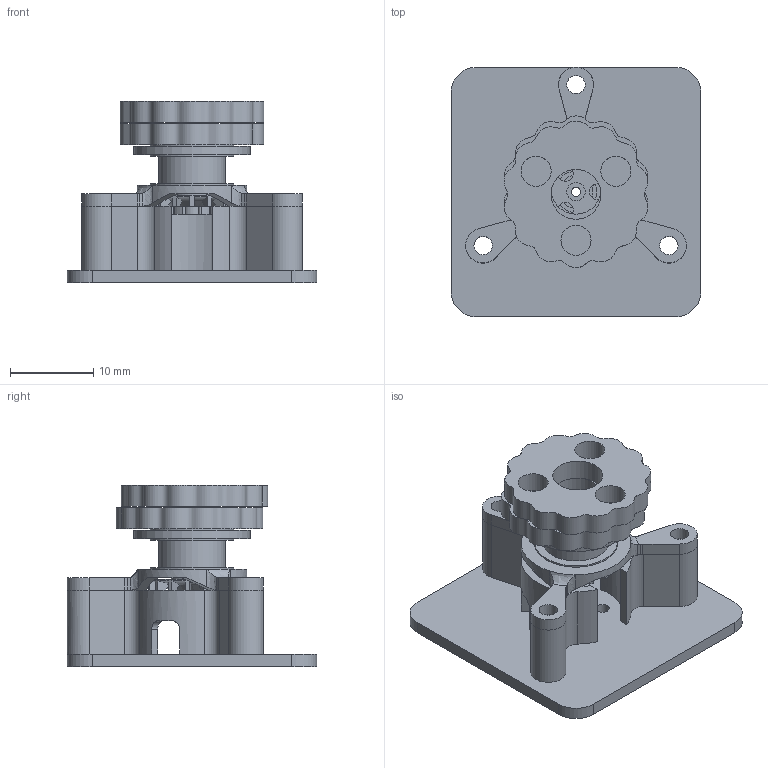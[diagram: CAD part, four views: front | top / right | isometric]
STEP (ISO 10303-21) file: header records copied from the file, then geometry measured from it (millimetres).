
FILE_DESCRIPTION(/* description */ ('STEP AP242','CAx-IF Rec.Pracs.---Representation and Presentation of Product Manufacturing Information (PMI)---4.0---2014-10-13','CAx-IF Rec.Pracs.---3D Tessellated Geometry---0.4---2014-09-14','2;1'),/* implementation_level */ '2;1');
FILE_NAME(/* name */ '66a436f47ebf7a189e146a57',/* time_stamp */ '2024-07-26T23:53:24Z',/* author */ (''),/* organization */ (''),/* preprocessor_version */ 'ST-DEVELOPER v20',/* originating_system */ ' ',/* authorisation */ ' ');
FILE_SCHEMA (('AP242_MANAGED_MODEL_BASED_3D_ENGINEERING_MIM_LF { 1 0 10303 442 1 1 4 }'));
Length unit declared in the file: metre
Products named in the file (6): bearing capture plate; 2nd disk; 1st disk; base gearbox plate; motor mount; center shaft bottom
Bounding box: 30 x 30 x 21.8 mm (x, y, z)
Volume: 3408.2 mm3; surface area: 5710.8 mm2
Topology: 6 solids, 6 shells, 238 faces, 639 edges, 421 vertices
Faces by surface type: plane 130, cylinder 86, bspline 22
Full cylindrical faces by diameter (mm): 1 x3, 1.1 x1, 1.6 x3, 1.9 x6, 2.2 x8, 3.3 x2, 3.617 x6, 4 x1, 5 x1, 6 x2, 8 x1, 10 x3, 10.5 x1, 14 x1
Entity records: 9174 total; most frequent: CARTESIAN_POINT 3265, ORIENTED_EDGE 1184, DIRECTION 1138, EDGE_CURVE 592, AXIS2_PLACEMENT_3D 452, VERTEX_POINT 416, EDGE_LOOP 346, FACE_BOUND 346
